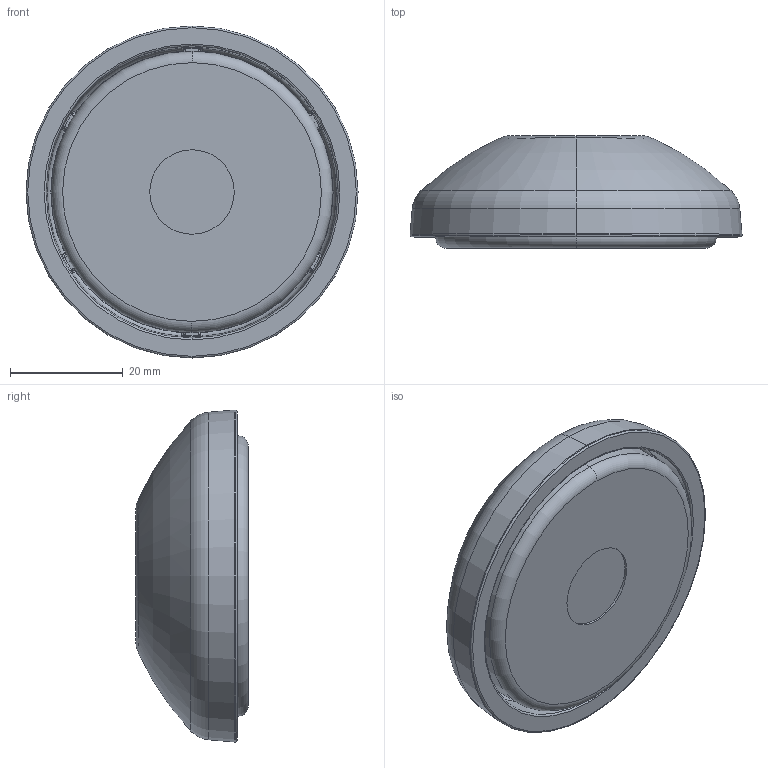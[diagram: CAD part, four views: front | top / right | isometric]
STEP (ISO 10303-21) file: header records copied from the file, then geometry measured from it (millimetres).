
FILE_DESCRIPTION (( 'STEP AP214' ), '1' );
FILE_NAME ('098d060kg.STEP', '2014-08-11T09:18:05', ( '' ), ( '' ), 'SwSTEP 2.0', 'SolidWorks 2014', '' );
FILE_SCHEMA (( 'AUTOMOTIVE_DESIGN' ));
Length unit declared in the file: millimetre
Products named in the file (3): 098d060k_098D060D; 098dg060s01_098dg060r01; 098d060kg
Assembly tree (2 placements, depth 2):
  098d060kg
    098d060k_098D060D
    098dg060s01_098dg060r01
Bounding box: 59 x 20 x 59 mm (x, y, z)
Volume: 29816.9 mm3; surface area: 15407 mm2
Topology: 2 solids, 2 shells, 395 faces, 919 edges, 508 vertices
Faces by surface type: bspline 216, torus 68, plane 39, cylinder 38, cone 32, sphere 2
Entity records: 15016 total; most frequent: CARTESIAN_POINT 7429, ORIENTED_EDGE 1780, DIRECTION 1218, EDGE_CURVE 890, AXIS2_PLACEMENT_3D 568, VERTEX_POINT 505, B_SPLINE_CURVE_WITH_KNOTS 424, EDGE_LOOP 401
